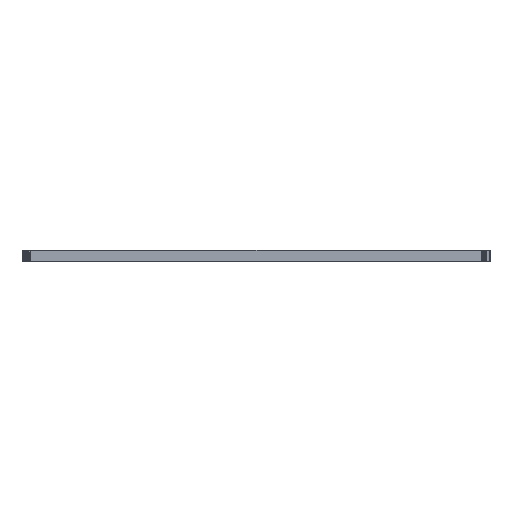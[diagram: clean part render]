
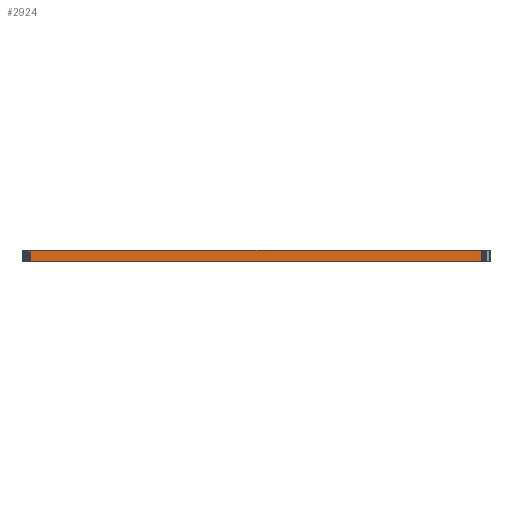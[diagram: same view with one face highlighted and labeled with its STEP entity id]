
A CAD part, left-side view. The second image highlights one B-rep face of the part: STEP entity #2924.
In plain terms, the highlighted planar face has unit normal (-1, 0, 0).
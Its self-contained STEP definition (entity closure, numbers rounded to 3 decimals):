
#42=PLANE('',#3077);
#140=FACE_OUTER_BOUND('',#262,.T.);
#262=EDGE_LOOP('',(#2277,#2278,#2279,#2280));
#764=LINE('',#32226,#880);
#769=LINE('',#32903,#885);
#771=LINE('',#32908,#887);
#773=LINE('',#32911,#889);
#880=VECTOR('',#3426,10.);
#885=VECTOR('',#3437,10.);
#887=VECTOR('',#3441,10.);
#889=VECTOR('',#3445,10.);
#1230=VERTEX_POINT('',#32223);
#1231=VERTEX_POINT('',#32225);
#1240=VERTEX_POINT('',#32901);
#1242=VERTEX_POINT('',#32907);
#1678=EDGE_CURVE('',#1230,#1231,#764,.T.);
#1697=EDGE_CURVE('',#1240,#1230,#769,.T.);
#1699=EDGE_CURVE('',#1231,#1242,#771,.T.);
#1701=EDGE_CURVE('',#1242,#1240,#773,.T.);
#2277=ORIENTED_EDGE('',*,*,#1699,.F.);
#2278=ORIENTED_EDGE('',*,*,#1678,.F.);
#2279=ORIENTED_EDGE('',*,*,#1697,.F.);
#2280=ORIENTED_EDGE('',*,*,#1701,.F.);
#2924=ADVANCED_FACE('',(#140),#42,.F.);
#3077=AXIS2_PLACEMENT_3D('',#32910,#3443,#3444);
#3426=DIRECTION('',(0.,1.,0.));
#3437=DIRECTION('',(0.,0.,-1.));
#3441=DIRECTION('',(0.,0.,1.));
#3443=DIRECTION('center_axis',(1.,0.,0.));
#3444=DIRECTION('ref_axis',(0.,0.,-1.));
#3445=DIRECTION('',(0.,-1.,0.));
#32223=CARTESIAN_POINT('',(-179.5,-101.,0.));
#32225=CARTESIAN_POINT('',(-179.5,101.,0.));
#32226=CARTESIAN_POINT('',(-179.5,52.5,0.));
#32901=CARTESIAN_POINT('',(-179.5,-101.,5.));
#32903=CARTESIAN_POINT('',(-179.5,-101.,0.));
#32907=CARTESIAN_POINT('',(-179.5,101.,5.));
#32908=CARTESIAN_POINT('',(-179.5,101.,0.));
#32910=CARTESIAN_POINT('Origin',(-179.5,105.,0.));
#32911=CARTESIAN_POINT('',(-179.5,52.5,5.));
